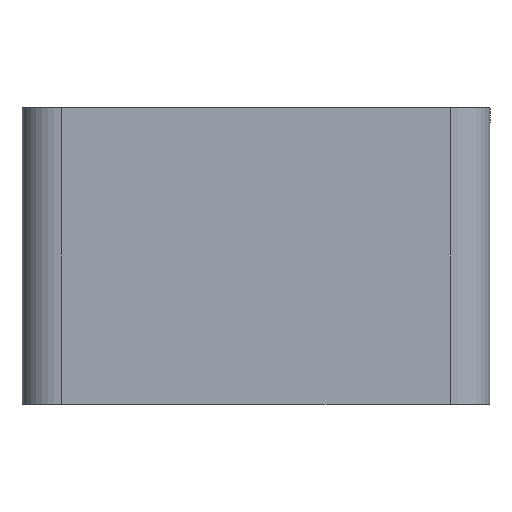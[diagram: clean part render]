
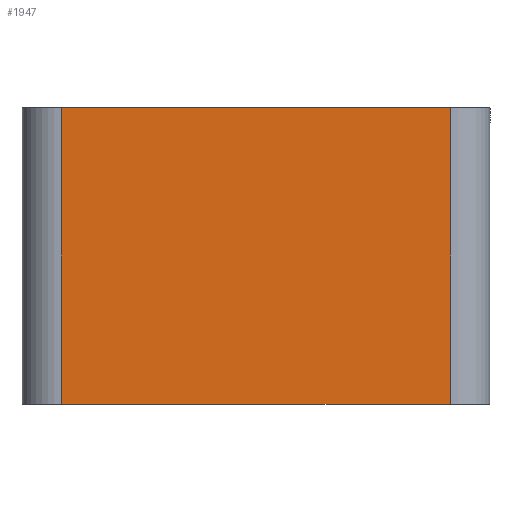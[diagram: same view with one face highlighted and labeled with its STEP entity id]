
A CAD part, front view. The second image highlights one B-rep face of the part: STEP entity #1947.
In plain terms, the highlighted planar face has unit normal (0, -1, 0).
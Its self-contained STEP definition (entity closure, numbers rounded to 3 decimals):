
#72=PLANE('',#2204);
#148=LINE('',#3342,#287);
#211=LINE('',#3626,#350);
#216=LINE('',#3642,#355);
#217=LINE('',#3644,#356);
#287=VECTOR('',#2500,10.);
#350=VECTOR('',#2829,10.);
#355=VECTOR('',#2850,10.);
#356=VECTOR('',#2853,10.);
#540=FACE_OUTER_BOUND('',#671,.T.);
#671=EDGE_LOOP('',(#1807,#1808,#1809,#1810));
#901=VERTEX_POINT('',#3339);
#902=VERTEX_POINT('',#3341);
#971=VERTEX_POINT('',#3623);
#972=VERTEX_POINT('',#3625);
#1112=EDGE_CURVE('',#901,#902,#148,.T.);
#1247=EDGE_CURVE('',#971,#972,#211,.T.);
#1255=EDGE_CURVE('',#901,#972,#216,.T.);
#1256=EDGE_CURVE('',#902,#971,#217,.T.);
#1807=ORIENTED_EDGE('',*,*,#1112,.F.);
#1808=ORIENTED_EDGE('',*,*,#1255,.T.);
#1809=ORIENTED_EDGE('',*,*,#1247,.F.);
#1810=ORIENTED_EDGE('',*,*,#1256,.F.);
#1947=ADVANCED_FACE('',(#540),#72,.T.);
#2204=AXIS2_PLACEMENT_3D('',#3643,#2851,#2852);
#2500=DIRECTION('',(-1.,0.,0.));
#2829=DIRECTION('',(1.,0.,0.));
#2850=DIRECTION('',(0.,0.,1.));
#2851=DIRECTION('center_axis',(0.,-1.,0.));
#2852=DIRECTION('ref_axis',(1.,0.,0.));
#2853=DIRECTION('',(0.,0.,1.));
#3339=CARTESIAN_POINT('',(-5.,0.,0.));
#3341=CARTESIAN_POINT('',(-55.,0.,0.));
#3342=CARTESIAN_POINT('',(-5.,0.,0.));
#3623=CARTESIAN_POINT('',(-55.,0.,38.));
#3625=CARTESIAN_POINT('',(-5.,0.,38.));
#3626=CARTESIAN_POINT('',(-5.,0.,38.));
#3642=CARTESIAN_POINT('',(-5.,0.,0.));
#3643=CARTESIAN_POINT('Origin',(-55.,0.,0.));
#3644=CARTESIAN_POINT('',(-55.,0.,0.));
